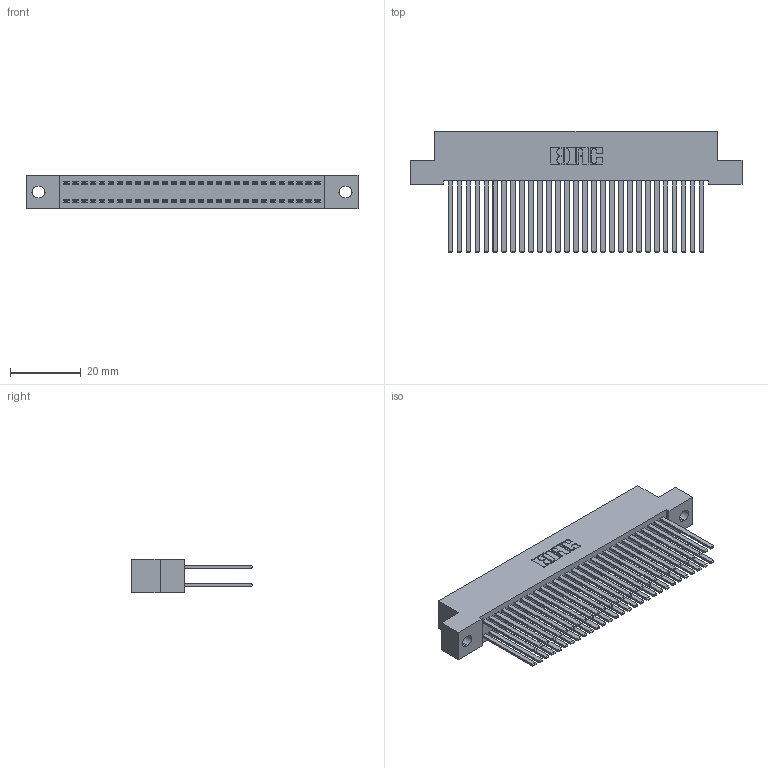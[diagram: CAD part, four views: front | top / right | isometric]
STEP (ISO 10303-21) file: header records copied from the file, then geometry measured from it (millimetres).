
FILE_DESCRIPTION (( 'STEP AP203' ), '1' );
FILE_NAME ('392-058-544-202.STEP', '2018-08-17T17:43:19', ( '' ), ( '' ), 'SwSTEP 2.0', 'SolidWorks 2016', '' );
FILE_SCHEMA (( 'CONFIG_CONTROL_DESIGN' ));
Length unit declared in the file: inch
Products named in the file (3): 342 Part_.128 Slot; 345-292-001_345-293-144; 392-058-544-202
Assembly tree (59 placements, depth 2):
  392-058-544-202
    342 Part_.128 Slot
    345-292-001_345-293-144  x58
Bounding box: 93.98 x 34.3 x 9.4 mm (x, y, z)
Volume: 9143.5 mm3; surface area: 16574.1 mm2
Topology: 59 solids, 59 shells, 2782 faces, 8257 edges, 5426 vertices
Faces by surface type: plane 1926, cylinder 856
Entity records: 20157 total; most frequent: CARTESIAN_POINT 3354, ORIENTED_EDGE 3290, DIRECTION 2885, EDGE_CURVE 1645, VECTOR 1521, LINE 1521, VERTEX_POINT 1094, AXIS2_PLACEMENT_3D 682
